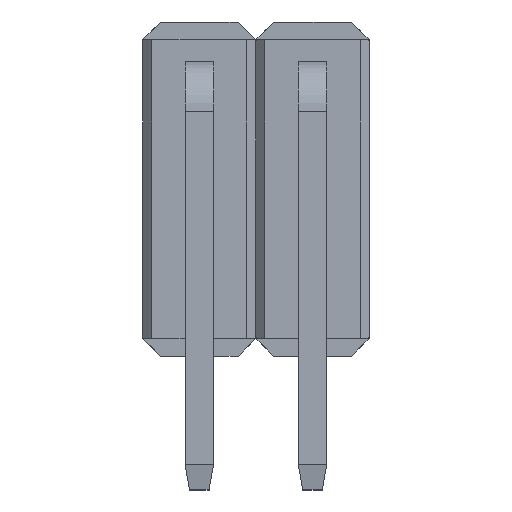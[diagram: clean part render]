
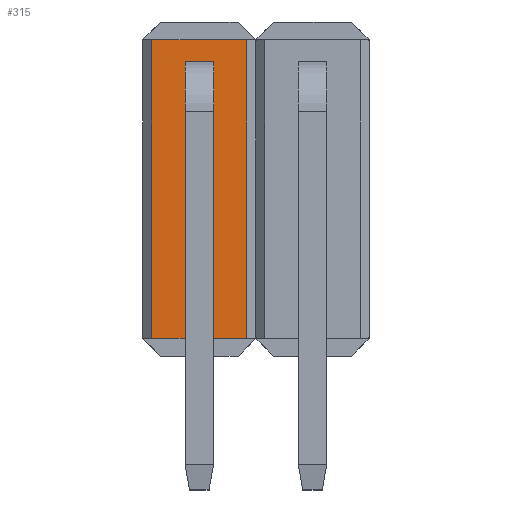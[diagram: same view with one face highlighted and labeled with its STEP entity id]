
A CAD part, front view. The second image highlights one B-rep face of the part: STEP entity #315.
In plain terms, the highlighted planar face has unit normal (0, -1, 0).
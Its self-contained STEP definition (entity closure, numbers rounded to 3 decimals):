
#21 = CARTESIAN_POINT ( 'NONE',  ( 0.32, 0.54, 0.32 ) ) ;
#30 = VERTEX_POINT ( 'NONE', #5492 ) ;
#57 = LINE ( 'NONE', #4730, #398 ) ;
#86 = CARTESIAN_POINT ( 'NONE',  ( -1.07, 0.54, 3.35 ) ) ;
#87 = EDGE_CURVE ( 'NONE', #2941, #4435, #4685, .T. ) ;
#121 = FACE_OUTER_BOUND ( 'NONE', #2020, .T. ) ;
#164 = DIRECTION ( 'NONE',  ( 0., 0., 1. ) ) ;
#228 = DIRECTION ( 'NONE',  ( 1., 0., 0. ) ) ;
#229 = ORIENTED_EDGE ( 'NONE', *, *, #2629, .T. ) ;
#268 = EDGE_CURVE ( 'NONE', #3165, #2941, #2321, .T. ) ;
#297 = EDGE_CURVE ( 'NONE', #5536, #1336, #1299, .T. ) ;
#315 = ADVANCED_FACE ( 'NONE', ( #3602, #3328, #4607, #121 ), #2276, .F. ) ;
#328 = CARTESIAN_POINT ( 'NONE',  ( 0.32, 0.54, -0.32 ) ) ;
#339 = VECTOR ( 'NONE', #3706, 1000. ) ;
#384 = EDGE_CURVE ( 'NONE', #522, #2401, #2854, .T. ) ;
#389 = CARTESIAN_POINT ( 'NONE',  ( -0.32, 0.54, -2.22 ) ) ;
#390 = VECTOR ( 'NONE', #164, 1000. ) ;
#398 = VECTOR ( 'NONE', #2582, 1000. ) ;
#476 = CARTESIAN_POINT ( 'NONE',  ( -1.27, 0.54, 3.35 ) ) ;
#522 = VERTEX_POINT ( 'NONE', #3621 ) ;
#528 = DIRECTION ( 'NONE',  ( 0., 0., -1. ) ) ;
#588 = DIRECTION ( 'NONE',  ( 0., 0., 1. ) ) ;
#630 = VERTEX_POINT ( 'NONE', #21 ) ;
#674 = ORIENTED_EDGE ( 'NONE', *, *, #297, .T. ) ;
#795 = CARTESIAN_POINT ( 'NONE',  ( -0.32, 0.54, 0.32 ) ) ;
#899 = ORIENTED_EDGE ( 'NONE', *, *, #4867, .T. ) ;
#903 = LINE ( 'NONE', #86, #3085 ) ;
#968 = CARTESIAN_POINT ( 'NONE',  ( 1.07, 0.54, 3.35 ) ) ;
#1042 = CARTESIAN_POINT ( 'NONE',  ( -0.32, 0.54, -0.32 ) ) ;
#1098 = VECTOR ( 'NONE', #5061, 1000. ) ;
#1144 = VECTOR ( 'NONE', #228, 1000. ) ;
#1161 = EDGE_LOOP ( 'NONE', ( #4874, #4524, #3094, #3036 ) ) ;
#1184 = CARTESIAN_POINT ( 'NONE',  ( 0.32, 0.54, 2.22 ) ) ;
#1240 = VERTEX_POINT ( 'NONE', #4185 ) ;
#1299 = LINE ( 'NONE', #5262, #2451 ) ;
#1336 = VERTEX_POINT ( 'NONE', #4657 ) ;
#1404 = EDGE_LOOP ( 'NONE', ( #899, #1421, #2896, #3971 ) ) ;
#1421 = ORIENTED_EDGE ( 'NONE', *, *, #268, .T. ) ;
#1445 = EDGE_CURVE ( 'NONE', #4435, #3299, #57, .T. ) ;
#1526 = VECTOR ( 'NONE', #3418, 1000. ) ;
#1575 = EDGE_LOOP ( 'NONE', ( #674, #2079, #3026, #229 ) ) ;
#1634 = DIRECTION ( 'NONE',  ( -1., 0., 0. ) ) ;
#1674 = VECTOR ( 'NONE', #3140, 1000. ) ;
#1688 = CARTESIAN_POINT ( 'NONE',  ( 0.32, 0.54, -2.22 ) ) ;
#1700 = VECTOR ( 'NONE', #3337, 1000. ) ;
#1723 = AXIS2_PLACEMENT_3D ( 'NONE', #476, #5350, #588 ) ;
#1960 = ORIENTED_EDGE ( 'NONE', *, *, #4321, .T. ) ;
#2020 = EDGE_LOOP ( 'NONE', ( #5473, #2372, #1960, #3980 ) ) ;
#2079 = ORIENTED_EDGE ( 'NONE', *, *, #2823, .T. ) ;
#2155 = VERTEX_POINT ( 'NONE', #328 ) ;
#2276 = PLANE ( 'NONE',  #1723 ) ;
#2321 = LINE ( 'NONE', #3724, #1144 ) ;
#2336 = VERTEX_POINT ( 'NONE', #2631 ) ;
#2357 = DIRECTION ( 'NONE',  ( 1., 0., 0. ) ) ;
#2372 = ORIENTED_EDGE ( 'NONE', *, *, #2677, .F. ) ;
#2393 = CARTESIAN_POINT ( 'NONE',  ( -0.32, 0.54, 0.32 ) ) ;
#2401 = VERTEX_POINT ( 'NONE', #3864 ) ;
#2404 = LINE ( 'NONE', #4601, #1098 ) ;
#2451 = VECTOR ( 'NONE', #4053, 1000. ) ;
#2551 = VECTOR ( 'NONE', #3893, 1000. ) ;
#2582 = DIRECTION ( 'NONE',  ( -1., 0., 0. ) ) ;
#2609 = EDGE_CURVE ( 'NONE', #2155, #1240, #5323, .T. ) ;
#2629 = EDGE_CURVE ( 'NONE', #4276, #5536, #5184, .T. ) ;
#2631 = CARTESIAN_POINT ( 'NONE',  ( -1.07, 0.54, 3.35 ) ) ;
#2677 = EDGE_CURVE ( 'NONE', #2336, #2763, #4881, .T. ) ;
#2707 = LINE ( 'NONE', #1042, #390 ) ;
#2763 = VERTEX_POINT ( 'NONE', #3361 ) ;
#2823 = EDGE_CURVE ( 'NONE', #1336, #30, #4088, .T. ) ;
#2854 = LINE ( 'NONE', #3825, #5034 ) ;
#2872 = VECTOR ( 'NONE', #2962, 1000. ) ;
#2896 = ORIENTED_EDGE ( 'NONE', *, *, #87, .T. ) ;
#2941 = VERTEX_POINT ( 'NONE', #3283 ) ;
#2962 = DIRECTION ( 'NONE',  ( 0., 0., -1. ) ) ;
#3026 = ORIENTED_EDGE ( 'NONE', *, *, #5055, .T. ) ;
#3036 = ORIENTED_EDGE ( 'NONE', *, *, #4980, .T. ) ;
#3076 = EDGE_CURVE ( 'NONE', #1240, #5420, #2707, .T. ) ;
#3085 = VECTOR ( 'NONE', #528, 1000. ) ;
#3094 = ORIENTED_EDGE ( 'NONE', *, *, #5012, .T. ) ;
#3140 = DIRECTION ( 'NONE',  ( 0., 0., -1. ) ) ;
#3165 = VERTEX_POINT ( 'NONE', #3275 ) ;
#3275 = CARTESIAN_POINT ( 'NONE',  ( -0.32, 0.54, 2.86 ) ) ;
#3283 = CARTESIAN_POINT ( 'NONE',  ( 0.32, 0.54, 2.86 ) ) ;
#3299 = VERTEX_POINT ( 'NONE', #5159 ) ;
#3328 = FACE_BOUND ( 'NONE', #1161, .T. ) ;
#3337 = DIRECTION ( 'NONE',  ( 1., 0., 0. ) ) ;
#3361 = CARTESIAN_POINT ( 'NONE',  ( 1.07, 0.54, 3.35 ) ) ;
#3418 = DIRECTION ( 'NONE',  ( 1., 0., 0. ) ) ;
#3462 = CARTESIAN_POINT ( 'NONE',  ( -1.27, 0.54, 3.35 ) ) ;
#3497 = DIRECTION ( 'NONE',  ( 1., 0., 0. ) ) ;
#3597 = VECTOR ( 'NONE', #3497, 1000. ) ;
#3602 = FACE_BOUND ( 'NONE', #1575, .T. ) ;
#3621 = CARTESIAN_POINT ( 'NONE',  ( -1.07, 0.54, -3.35 ) ) ;
#3671 = CARTESIAN_POINT ( 'NONE',  ( 0.32, 0.54, 2.22 ) ) ;
#3702 = LINE ( 'NONE', #389, #2551 ) ;
#3706 = DIRECTION ( 'NONE',  ( 0., 0., -1. ) ) ;
#3724 = CARTESIAN_POINT ( 'NONE',  ( -0.32, 0.54, 2.86 ) ) ;
#3825 = CARTESIAN_POINT ( 'NONE',  ( -1.27, 0.54, -3.35 ) ) ;
#3864 = CARTESIAN_POINT ( 'NONE',  ( 1.07, 0.54, -3.35 ) ) ;
#3893 = DIRECTION ( 'NONE',  ( 0., 0., 1. ) ) ;
#3971 = ORIENTED_EDGE ( 'NONE', *, *, #1445, .T. ) ;
#3978 = LINE ( 'NONE', #5569, #2872 ) ;
#3980 = ORIENTED_EDGE ( 'NONE', *, *, #384, .T. ) ;
#4053 = DIRECTION ( 'NONE',  ( 0., 0., -1. ) ) ;
#4088 = LINE ( 'NONE', #5130, #5106 ) ;
#4123 = LINE ( 'NONE', #968, #1674 ) ;
#4146 = VECTOR ( 'NONE', #5165, 1000. ) ;
#4185 = CARTESIAN_POINT ( 'NONE',  ( -0.32, 0.54, -0.32 ) ) ;
#4276 = VERTEX_POINT ( 'NONE', #4841 ) ;
#4321 = EDGE_CURVE ( 'NONE', #2336, #522, #903, .T. ) ;
#4435 = VERTEX_POINT ( 'NONE', #3671 ) ;
#4524 = ORIENTED_EDGE ( 'NONE', *, *, #3076, .T. ) ;
#4599 = CARTESIAN_POINT ( 'NONE',  ( -0.32, 0.54, -2.22 ) ) ;
#4601 = CARTESIAN_POINT ( 'NONE',  ( -0.32, 0.54, 2.22 ) ) ;
#4607 = FACE_BOUND ( 'NONE', #1404, .T. ) ;
#4657 = CARTESIAN_POINT ( 'NONE',  ( 0.32, 0.54, -2.86 ) ) ;
#4685 = LINE ( 'NONE', #1184, #339 ) ;
#4730 = CARTESIAN_POINT ( 'NONE',  ( -0.32, 0.54, 2.22 ) ) ;
#4841 = CARTESIAN_POINT ( 'NONE',  ( -0.32, 0.54, -2.22 ) ) ;
#4867 = EDGE_CURVE ( 'NONE', #3299, #3165, #2404, .T. ) ;
#4874 = ORIENTED_EDGE ( 'NONE', *, *, #2609, .T. ) ;
#4881 = LINE ( 'NONE', #3462, #3597 ) ;
#4980 = EDGE_CURVE ( 'NONE', #630, #2155, #3978, .T. ) ;
#4990 = LINE ( 'NONE', #795, #1526 ) ;
#5012 = EDGE_CURVE ( 'NONE', #5420, #630, #4990, .T. ) ;
#5034 = VECTOR ( 'NONE', #2357, 1000. ) ;
#5055 = EDGE_CURVE ( 'NONE', #30, #4276, #3702, .T. ) ;
#5061 = DIRECTION ( 'NONE',  ( 0., 0., 1. ) ) ;
#5103 = CARTESIAN_POINT ( 'NONE',  ( -0.32, 0.54, -0.32 ) ) ;
#5106 = VECTOR ( 'NONE', #1634, 1000. ) ;
#5130 = CARTESIAN_POINT ( 'NONE',  ( -0.32, 0.54, -2.86 ) ) ;
#5159 = CARTESIAN_POINT ( 'NONE',  ( -0.32, 0.54, 2.22 ) ) ;
#5165 = DIRECTION ( 'NONE',  ( -1., 0., 0. ) ) ;
#5184 = LINE ( 'NONE', #4599, #1700 ) ;
#5262 = CARTESIAN_POINT ( 'NONE',  ( 0.32, 0.54, -2.22 ) ) ;
#5297 = EDGE_CURVE ( 'NONE', #2763, #2401, #4123, .T. ) ;
#5323 = LINE ( 'NONE', #5103, #4146 ) ;
#5350 = DIRECTION ( 'NONE',  ( 0., 1., 0. ) ) ;
#5420 = VERTEX_POINT ( 'NONE', #2393 ) ;
#5473 = ORIENTED_EDGE ( 'NONE', *, *, #5297, .F. ) ;
#5492 = CARTESIAN_POINT ( 'NONE',  ( -0.32, 0.54, -2.86 ) ) ;
#5536 = VERTEX_POINT ( 'NONE', #1688 ) ;
#5569 = CARTESIAN_POINT ( 'NONE',  ( 0.32, 0.54, -0.32 ) ) ;
